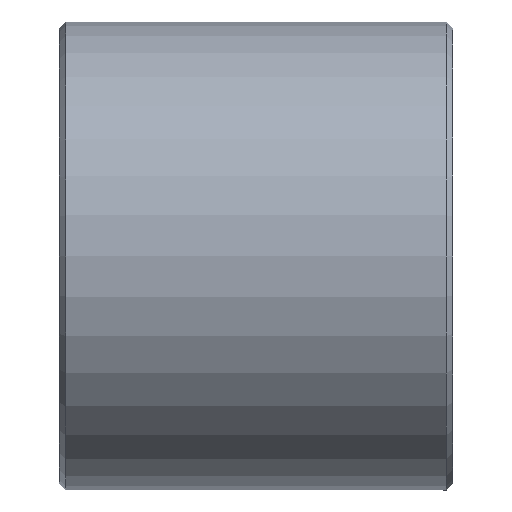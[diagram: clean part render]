
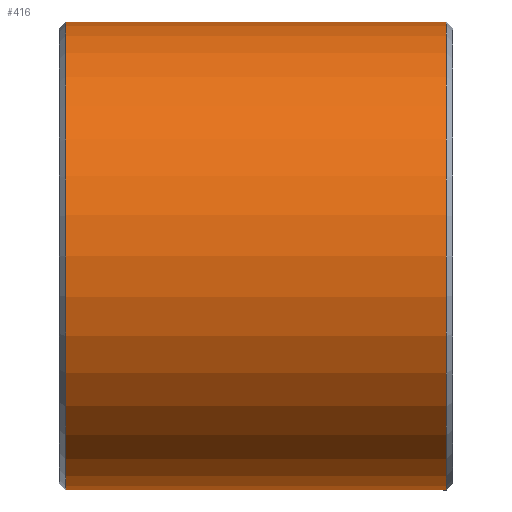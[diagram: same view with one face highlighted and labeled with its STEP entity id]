
A CAD part, left-side view. The second image highlights one B-rep face of the part: STEP entity #416.
In plain terms, the highlighted cylindrical face has radius 19.05 mm (diameter 38.1 mm), a partial arc.
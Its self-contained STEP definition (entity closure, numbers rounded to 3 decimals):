
#8 = CYLINDRICAL_SURFACE ( 'NONE', #501, 19.05 ) ;
#24 = AXIS2_PLACEMENT_3D ( 'NONE', #476, #579, #244 ) ;
#25 = LINE ( 'NONE', #227, #324 ) ;
#41 = ORIENTED_EDGE ( 'NONE', *, *, #477, .T. ) ;
#50 = AXIS2_PLACEMENT_3D ( 'NONE', #65, #161, #67 ) ;
#65 = CARTESIAN_POINT ( 'NONE',  ( 0., 0.5, 0. ) ) ;
#67 = DIRECTION ( 'NONE',  ( 0., 0., -1. ) ) ;
#122 = EDGE_LOOP ( 'NONE', ( #141, #41, #217, #404 ) ) ;
#141 = ORIENTED_EDGE ( 'NONE', *, *, #271, .F. ) ;
#161 = DIRECTION ( 'NONE',  ( 0., 1., 0. ) ) ;
#172 = VECTOR ( 'NONE', #205, 1000. ) ;
#196 = CARTESIAN_POINT ( 'NONE',  ( 0., 0., 0. ) ) ;
#205 = DIRECTION ( 'NONE',  ( 0., -1., 0. ) ) ;
#209 = VERTEX_POINT ( 'NONE', #597 ) ;
#217 = ORIENTED_EDGE ( 'NONE', *, *, #566, .T. ) ;
#227 = CARTESIAN_POINT ( 'NONE',  ( 0., 0., 19.05 ) ) ;
#244 = DIRECTION ( 'NONE',  ( 0., 0., 1. ) ) ;
#266 = DIRECTION ( 'NONE',  ( 0., -1., 0. ) ) ;
#271 = EDGE_CURVE ( 'NONE', #303, #209, #25, .T. ) ;
#283 = CARTESIAN_POINT ( 'NONE',  ( 0., 31.5, 19.05 ) ) ;
#293 = CIRCLE ( 'NONE', #24, 19.05 ) ;
#303 = VERTEX_POINT ( 'NONE', #283 ) ;
#305 = CARTESIAN_POINT ( 'NONE',  ( 0., 0., -19.05 ) ) ;
#324 = VECTOR ( 'NONE', #266, 1000. ) ;
#330 = DIRECTION ( 'NONE',  ( 0., -1., 0. ) ) ;
#404 = ORIENTED_EDGE ( 'NONE', *, *, #526, .T. ) ;
#408 = FACE_OUTER_BOUND ( 'NONE', #122, .T. ) ;
#416 = ADVANCED_FACE ( 'NONE', ( #408 ), #8, .T. ) ;
#475 = DIRECTION ( 'NONE',  ( 0., 0., -1. ) ) ;
#476 = CARTESIAN_POINT ( 'NONE',  ( 0., 31.5, 0. ) ) ;
#477 = EDGE_CURVE ( 'NONE', #303, #496, #293, .T. ) ;
#483 = CARTESIAN_POINT ( 'NONE',  ( 0., 0.5, -19.05 ) ) ;
#496 = VERTEX_POINT ( 'NONE', #525 ) ;
#501 = AXIS2_PLACEMENT_3D ( 'NONE', #196, #330, #475 ) ;
#525 = CARTESIAN_POINT ( 'NONE',  ( 0., 31.5, -19.05 ) ) ;
#526 = EDGE_CURVE ( 'NONE', #534, #209, #567, .T. ) ;
#534 = VERTEX_POINT ( 'NONE', #483 ) ;
#566 = EDGE_CURVE ( 'NONE', #496, #534, #593, .T. ) ;
#567 = CIRCLE ( 'NONE', #50, 19.05 ) ;
#579 = DIRECTION ( 'NONE',  ( 0., -1., 0. ) ) ;
#593 = LINE ( 'NONE', #305, #172 ) ;
#597 = CARTESIAN_POINT ( 'NONE',  ( 0., 0.5, 19.05 ) ) ;
